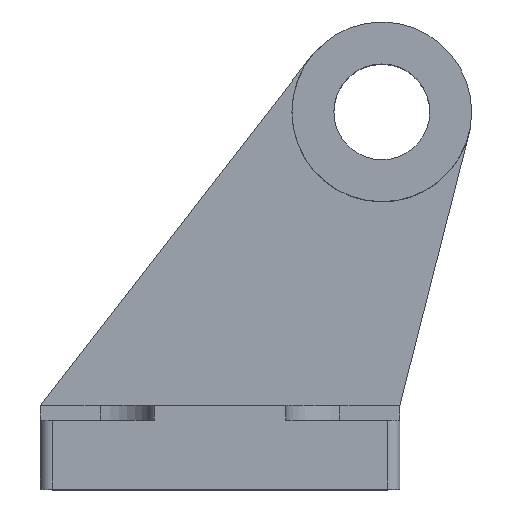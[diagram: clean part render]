
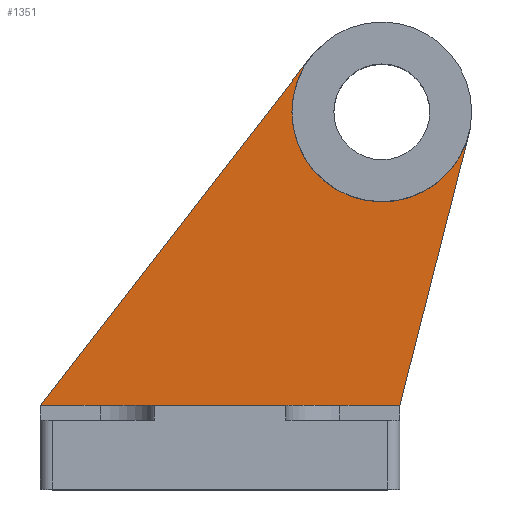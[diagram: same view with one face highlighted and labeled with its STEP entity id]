
A CAD part, top view. The second image highlights one B-rep face of the part: STEP entity #1351.
In plain terms, the highlighted planar face has unit normal (0, 0, 1).
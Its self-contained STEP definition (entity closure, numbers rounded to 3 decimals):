
#17 = CARTESIAN_POINT ( 'NONE',  ( 41.536, 59.298, 8. ) ) ;
#38 = VERTEX_POINT ( 'NONE', #285 ) ;
#65 = DIRECTION ( 'NONE',  ( 0., -1., 0. ) ) ;
#97 = DIRECTION ( 'NONE',  ( -1., 0., 0. ) ) ;
#106 = DIRECTION ( 'NONE',  ( 1., 0., 0. ) ) ;
#158 = DIRECTION ( 'NONE',  ( -1., 0., 0. ) ) ;
#200 = DIRECTION ( 'NONE',  ( 0., 0., -1. ) ) ;
#259 = CARTESIAN_POINT ( 'NONE',  ( 27., 63., 8. ) ) ;
#264 = EDGE_CURVE ( 'NONE', #38, #1241, #905, .T. ) ;
#284 = EDGE_CURVE ( 'NONE', #605, #1266, #1121, .T. ) ;
#285 = CARTESIAN_POINT ( 'NONE',  ( 12., 63., 8. ) ) ;
#350 = CARTESIAN_POINT ( 'NONE',  ( -30., 14., 8. ) ) ;
#398 = DIRECTION ( 'NONE',  ( 0., 0., 1. ) ) ;
#414 = AXIS2_PLACEMENT_3D ( 'NONE', #1624, #200, #65 ) ;
#459 = FACE_OUTER_BOUND ( 'NONE', #1654, .T. ) ;
#474 = EDGE_CURVE ( 'NONE', #1317, #38, #1474, .T. ) ;
#478 = ORIENTED_EDGE ( 'NONE', *, *, #264, .F. ) ;
#499 = CARTESIAN_POINT ( 'NONE',  ( 15.148, 72.195, 8. ) ) ;
#579 = ORIENTED_EDGE ( 'NONE', *, *, #1590, .T. ) ;
#598 = LINE ( 'NONE', #499, #663 ) ;
#605 = VERTEX_POINT ( 'NONE', #1468 ) ;
#663 = VECTOR ( 'NONE', #1666, 1000. ) ;
#666 = EDGE_CURVE ( 'NONE', #1266, #1241, #1535, .T. ) ;
#838 = CARTESIAN_POINT ( 'NONE',  ( 15.148, 72.195, 8. ) ) ;
#844 = AXIS2_PLACEMENT_3D ( 'NONE', #1409, #1528, #97 ) ;
#905 = CIRCLE ( 'NONE', #844, 15. ) ;
#913 = ORIENTED_EDGE ( 'NONE', *, *, #666, .T. ) ;
#955 = VECTOR ( 'NONE', #106, 1000. ) ;
#984 = VECTOR ( 'NONE', #1369, 1000. ) ;
#1121 = LINE ( 'NONE', #350, #955 ) ;
#1137 = CARTESIAN_POINT ( 'NONE',  ( 30., 14., 8. ) ) ;
#1241 = VERTEX_POINT ( 'NONE', #17 ) ;
#1266 = VERTEX_POINT ( 'NONE', #1342 ) ;
#1317 = VERTEX_POINT ( 'NONE', #838 ) ;
#1342 = CARTESIAN_POINT ( 'NONE',  ( 30., 14., 8. ) ) ;
#1351 = ADVANCED_FACE ( 'NONE', ( #459 ), #1356, .F. ) ;
#1356 = PLANE ( 'NONE',  #414 ) ;
#1369 = DIRECTION ( 'NONE',  ( 0.247, 0.969, 0. ) ) ;
#1409 = CARTESIAN_POINT ( 'NONE',  ( 27., 63., 8. ) ) ;
#1468 = CARTESIAN_POINT ( 'NONE',  ( -30., 14., 8. ) ) ;
#1474 = CIRCLE ( 'NONE', #1497, 15. ) ;
#1484 = ORIENTED_EDGE ( 'NONE', *, *, #284, .T. ) ;
#1497 = AXIS2_PLACEMENT_3D ( 'NONE', #259, #398, #158 ) ;
#1528 = DIRECTION ( 'NONE',  ( 0., 0., 1. ) ) ;
#1535 = LINE ( 'NONE', #1137, #984 ) ;
#1590 = EDGE_CURVE ( 'NONE', #1317, #605, #598, .T. ) ;
#1599 = ORIENTED_EDGE ( 'NONE', *, *, #474, .F. ) ;
#1624 = CARTESIAN_POINT ( 'NONE',  ( 0., 0., 8. ) ) ;
#1654 = EDGE_LOOP ( 'NONE', ( #1599, #579, #1484, #913, #478 ) ) ;
#1666 = DIRECTION ( 'NONE',  ( -0.613, -0.79, 0. ) ) ;
